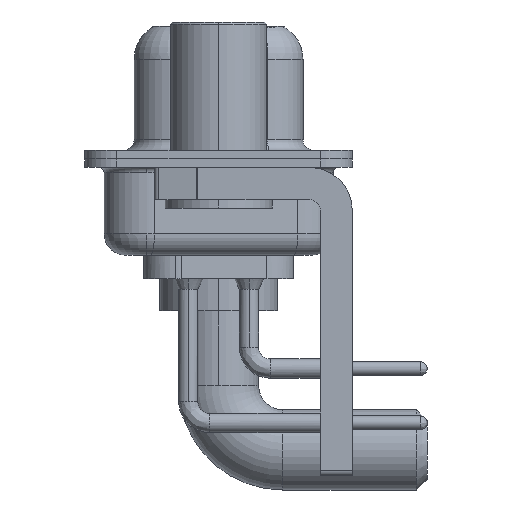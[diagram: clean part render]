
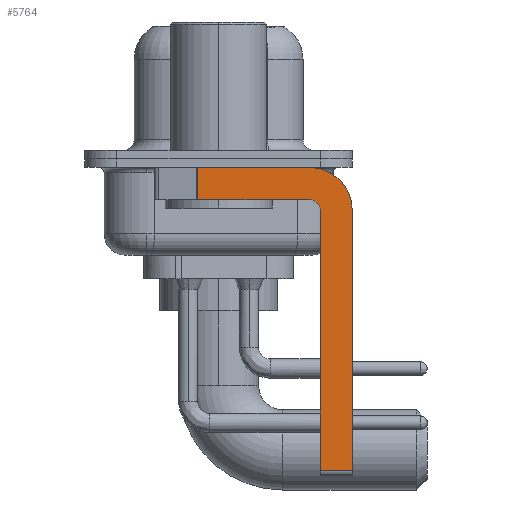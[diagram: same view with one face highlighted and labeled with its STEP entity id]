
A CAD part, left-side view. The second image highlights one B-rep face of the part: STEP entity #5764.
In plain terms, the highlighted planar face has unit normal (-1, 0, 0).
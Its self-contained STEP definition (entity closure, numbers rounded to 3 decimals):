
#497 = ORIENTED_EDGE ( 'NONE', *, *, #17052, .T. ) ;
#777 = CARTESIAN_POINT ( 'NONE',  ( -2.9, -4.75, -14.55 ) ) ;
#1643 = DIRECTION ( 'NONE',  ( 0., 0., -1. ) ) ;
#1822 = ORIENTED_EDGE ( 'NONE', *, *, #5902, .F. ) ;
#2068 = EDGE_CURVE ( 'NONE', #15109, #2359, #13480, .T. ) ;
#2359 = VERTEX_POINT ( 'NONE', #24753 ) ;
#2439 = EDGE_CURVE ( 'NONE', #16853, #19513, #6200, .T. ) ;
#2866 = EDGE_CURVE ( 'NONE', #19513, #2359, #22945, .T. ) ;
#3243 = DIRECTION ( 'NONE',  ( -1., 0., 0. ) ) ;
#3323 = CARTESIAN_POINT ( 'NONE',  ( -2.9, -4.25, -0.4 ) ) ;
#3671 = DIRECTION ( 'NONE',  ( 1., 0., 0. ) ) ;
#3808 = ORIENTED_EDGE ( 'NONE', *, *, #10555, .F. ) ;
#3858 = LINE ( 'NONE', #10213, #9074 ) ;
#4220 = VERTEX_POINT ( 'NONE', #22738 ) ;
#5497 = CARTESIAN_POINT ( 'NONE',  ( -2.9, -4.25, -1.9 ) ) ;
#5703 = CARTESIAN_POINT ( 'NONE',  ( -2.9, -4.75, -2.4 ) ) ;
#5764 = ADVANCED_FACE ( 'NONE', ( #17446 ), #9293, .F. ) ;
#5902 = EDGE_CURVE ( 'NONE', #6756, #16853, #13853, .T. ) ;
#6200 = CIRCLE ( 'NONE', #12278, 0.5 ) ;
#6272 = DIRECTION ( 'NONE',  ( 0., 0., -1. ) ) ;
#6649 = LINE ( 'NONE', #23829, #14330 ) ;
#6756 = VERTEX_POINT ( 'NONE', #777 ) ;
#6800 = CARTESIAN_POINT ( 'NONE',  ( -2.9, -6.25, -14.55 ) ) ;
#7329 = DIRECTION ( 'NONE',  ( 0., 0., 1. ) ) ;
#7630 = DIRECTION ( 'NONE',  ( 0., -1., 0. ) ) ;
#9074 = VECTOR ( 'NONE', #6272, 1000. ) ;
#9293 = PLANE ( 'NONE',  #11614 ) ;
#9316 = VERTEX_POINT ( 'NONE', #3323 ) ;
#10042 = CARTESIAN_POINT ( 'NONE',  ( -2.9, -4.75, -14.8 ) ) ;
#10154 = ORIENTED_EDGE ( 'NONE', *, *, #19895, .F. ) ;
#10213 = CARTESIAN_POINT ( 'NONE',  ( -2.9, -6.25, -2.4 ) ) ;
#10311 = DIRECTION ( 'NONE',  ( 1., 0., 0. ) ) ;
#10555 = EDGE_CURVE ( 'NONE', #15109, #9316, #25051, .T. ) ;
#11237 = DIRECTION ( 'NONE',  ( 0., 1., 0. ) ) ;
#11614 = AXIS2_PLACEMENT_3D ( 'NONE', #15137, #3671, #17318 ) ;
#12073 = CARTESIAN_POINT ( 'NONE',  ( -2.9, 0.978, -0.4 ) ) ;
#12278 = AXIS2_PLACEMENT_3D ( 'NONE', #24495, #3243, #7329 ) ;
#12431 = VECTOR ( 'NONE', #15643, 1000. ) ;
#13105 = CARTESIAN_POINT ( 'NONE',  ( -2.9, 0.978, -1.9 ) ) ;
#13480 = LINE ( 'NONE', #13105, #24584 ) ;
#13532 = ORIENTED_EDGE ( 'NONE', *, *, #17839, .F. ) ;
#13630 = AXIS2_PLACEMENT_3D ( 'NONE', #18227, #10311, #18463 ) ;
#13853 = LINE ( 'NONE', #10042, #12431 ) ;
#14286 = DIRECTION ( 'NONE',  ( 0., -1., 0. ) ) ;
#14330 = VECTOR ( 'NONE', #14286, 1000. ) ;
#15109 = VERTEX_POINT ( 'NONE', #12073 ) ;
#15137 = CARTESIAN_POINT ( 'NONE',  ( -2.9, -4.25, -2.4 ) ) ;
#15643 = DIRECTION ( 'NONE',  ( 0., 0., 1. ) ) ;
#15667 = CIRCLE ( 'NONE', #13630, 2. ) ;
#16853 = VERTEX_POINT ( 'NONE', #5703 ) ;
#17052 = EDGE_CURVE ( 'NONE', #6756, #21562, #6649, .T. ) ;
#17318 = DIRECTION ( 'NONE',  ( 0., 0., -1. ) ) ;
#17446 = FACE_OUTER_BOUND ( 'NONE', #20261, .T. ) ;
#17464 = VECTOR ( 'NONE', #11237, 1000. ) ;
#17665 = VECTOR ( 'NONE', #7630, 1000. ) ;
#17839 = EDGE_CURVE ( 'NONE', #4220, #21562, #3858, .T. ) ;
#18227 = CARTESIAN_POINT ( 'NONE',  ( -2.9, -4.25, -2.4 ) ) ;
#18463 = DIRECTION ( 'NONE',  ( 0., 0., -1. ) ) ;
#19513 = VERTEX_POINT ( 'NONE', #5497 ) ;
#19895 = EDGE_CURVE ( 'NONE', #9316, #4220, #15667, .T. ) ;
#20261 = EDGE_LOOP ( 'NONE', ( #3808, #24604, #22776, #24317, #1822, #497, #13532, #10154 ) ) ;
#20537 = CARTESIAN_POINT ( 'NONE',  ( -2.9, -4.25, -1.9 ) ) ;
#21117 = CARTESIAN_POINT ( 'NONE',  ( -2.9, 3., -0.4 ) ) ;
#21562 = VERTEX_POINT ( 'NONE', #6800 ) ;
#22738 = CARTESIAN_POINT ( 'NONE',  ( -2.9, -6.25, -2.4 ) ) ;
#22776 = ORIENTED_EDGE ( 'NONE', *, *, #2866, .F. ) ;
#22945 = LINE ( 'NONE', #20537, #17464 ) ;
#23829 = CARTESIAN_POINT ( 'NONE',  ( -2.9, -4.25, -14.55 ) ) ;
#24317 = ORIENTED_EDGE ( 'NONE', *, *, #2439, .F. ) ;
#24495 = CARTESIAN_POINT ( 'NONE',  ( -2.9, -4.25, -2.4 ) ) ;
#24584 = VECTOR ( 'NONE', #1643, 1000. ) ;
#24604 = ORIENTED_EDGE ( 'NONE', *, *, #2068, .T. ) ;
#24753 = CARTESIAN_POINT ( 'NONE',  ( -2.9, 0.978, -1.9 ) ) ;
#25051 = LINE ( 'NONE', #21117, #17665 ) ;
